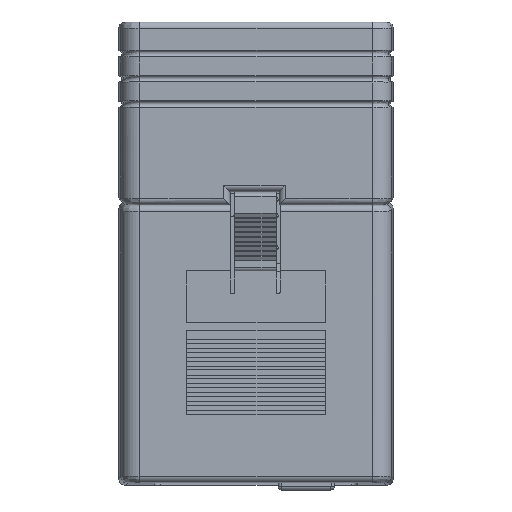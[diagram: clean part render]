
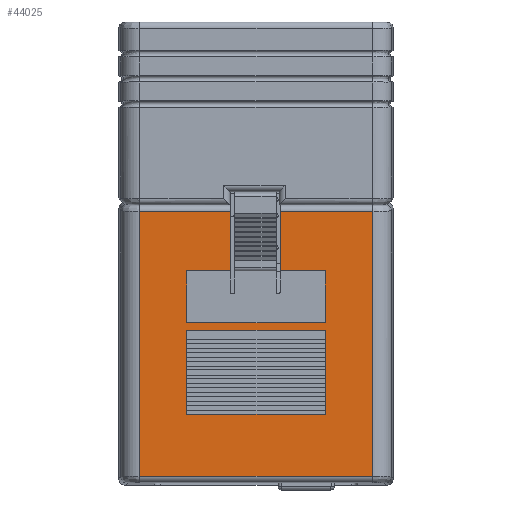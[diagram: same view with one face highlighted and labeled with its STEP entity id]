
A CAD part, top view. The second image highlights one B-rep face of the part: STEP entity #44025.
In plain terms, the highlighted face is planar.
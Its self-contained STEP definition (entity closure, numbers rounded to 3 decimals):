
#39948=DIRECTION('',(1.,0.,0.));
#39949=VECTOR('',#39948,22.);
#39950=CARTESIAN_POINT('',(10.705,24.505,-11.6));
#39951=LINE('',#39950,#39949);
#39952=DIRECTION('',(0.,-1.,0.));
#39953=VECTOR('',#39952,13.3);
#39954=CARTESIAN_POINT('',(32.705,24.505,-11.6));
#39955=LINE('',#39954,#39953);
#39956=DIRECTION('',(-1.,0.,0.));
#39957=VECTOR('',#39956,22.);
#39958=CARTESIAN_POINT('',(32.705,11.205,-11.6));
#39959=LINE('',#39958,#39957);
#39960=DIRECTION('',(0.,1.,0.));
#39961=VECTOR('',#39960,13.3);
#39962=CARTESIAN_POINT('',(10.705,11.205,-11.6));
#39963=LINE('',#39962,#39961);
#39964=DIRECTION('',(-1.,0.,
0.));
#39965=VECTOR('',#39964,14.408);
#39966=CARTESIAN_POINT('',(40.108,43.329,
-11.6));
#39967=LINE('',#39966,#39965);
#39968=DIRECTION('',(0.,-1.,0.));
#39969=VECTOR('',#39968,9.425);
#39970=CARTESIAN_POINT('',(25.7,43.329,-11.6));
#39971=LINE('',#39970,#39969);
#39972=DIRECTION('',(1.,0.,0.));
#39973=VECTOR('',#39972,7.005);
#39974=CARTESIAN_POINT('',(25.7,33.905,-11.6));
#39975=LINE('',#39974,#39973);
#39976=DIRECTION('',(0.,-1.,0.));
#39977=VECTOR('',#39976,8.2);
#39978=CARTESIAN_POINT('',(32.705,33.905,-11.6));
#39979=LINE('',#39978,#39977);
#39980=DIRECTION('',(-1.,0.,0.));
#39981=VECTOR('',#39980,22.);
#39982=CARTESIAN_POINT('',(32.705,25.705,-11.6));
#39983=LINE('',#39982,#39981);
#39984=DIRECTION('',(0.,1.,0.));
#39985=VECTOR('',#39984,8.2);
#39986=CARTESIAN_POINT('',(10.705,25.705,-11.6));
#39987=LINE('',#39986,#39985);
#39988=DIRECTION('',(1.,0.,0.));
#39989=VECTOR('',#39988,7.195);
#39990=CARTESIAN_POINT('',(10.705,33.905,-11.6));
#39991=LINE('',#39990,#39989);
#39992=DIRECTION('',(0.,-1.,0.));
#39993=VECTOR('',#39992,9.425);
#39994=CARTESIAN_POINT('',(17.9,43.329,-11.6));
#39995=LINE('',#39994,#39993);
#39996=DIRECTION('',(1.,0.,0.));
#39997=VECTOR('',#39996,14.598);
#39998=CARTESIAN_POINT('',(3.302,43.329,
-11.6));
#39999=LINE('',#39998,#39997);
#40000=DIRECTION('',(-1.,0.,0.));
#40001=VECTOR('',#40000,36.806);
#40002=CARTESIAN_POINT('',(40.108,1.371,
-11.6));
#40003=LINE('',#40002,#40001);
#41143=DIRECTION('',(0.,-1.,0.));
#41144=VECTOR('',#41143,41.958);
#41145=CARTESIAN_POINT('',(40.108,43.329,
-11.6));
#41146=LINE('',#41145,#41144);
#41248=CARTESIAN_POINT('',(3.302,1.371,
-11.6));
#41259=DIRECTION('',(0.,1.,0.));
#41260=VECTOR('',#41259,41.958);
#41261=CARTESIAN_POINT('',(3.302,1.371,
-11.6));
#41262=LINE('',#41261,#41260);
#42986=CARTESIAN_POINT('',(10.705,25.705,-11.6));
#42987=CARTESIAN_POINT('',(10.705,33.905,-11.6));
#42988=VERTEX_POINT('',#42986);
#42989=VERTEX_POINT('',#42987);
#42990=CARTESIAN_POINT('',(17.9,33.905,-11.6));
#42991=VERTEX_POINT('',#42990);
#42992=CARTESIAN_POINT('',(25.7,33.905,-11.6));
#42993=CARTESIAN_POINT('',(32.705,33.905,-11.6));
#42994=VERTEX_POINT('',#42992);
#42995=VERTEX_POINT('',#42993);
#42996=CARTESIAN_POINT('',(32.705,25.705,-11.6));
#42997=VERTEX_POINT('',#42996);
#43006=CARTESIAN_POINT('',(10.705,24.505,-11.6));
#43007=CARTESIAN_POINT('',(32.705,24.505,-11.6));
#43008=VERTEX_POINT('',#43006);
#43009=VERTEX_POINT('',#43007);
#43010=CARTESIAN_POINT('',(32.705,11.205,-11.6));
#43011=VERTEX_POINT('',#43010);
#43012=CARTESIAN_POINT('',(10.705,11.205,-11.6));
#43013=VERTEX_POINT('',#43012);
#43528=CARTESIAN_POINT('',(25.7,43.329,-11.6));
#43530=VERTEX_POINT('',#43528);
#43531=CARTESIAN_POINT('',(40.108,43.329,
-11.6));
#43532=VERTEX_POINT('',#43531);
#43535=CARTESIAN_POINT('',(17.9,43.329,-11.6));
#43537=VERTEX_POINT('',#43535);
#43541=CARTESIAN_POINT('',(3.302,43.329,
-11.6));
#43542=VERTEX_POINT('',#43541);
#43545=VERTEX_POINT('',#41248);
#43547=CARTESIAN_POINT('',(40.108,1.371,
-11.6));
#43548=VERTEX_POINT('',#43547);
#43986=CARTESIAN_POINT('',(0.,0.,-11.6));
#43987=DIRECTION('',(0.,0.,1.));
#43988=DIRECTION('',(1.,0.,0.));
#43989=AXIS2_PLACEMENT_3D('',#43986,#43987,#43988);
#43990=PLANE('',#43989);
#43991=ORIENTED_EDGE('',*,*,#43977,.T.);
#43992=ORIENTED_EDGE('',*,*,#43966,.T.);
#43994=ORIENTED_EDGE('',*,*,#43993,.T.);
#43996=ORIENTED_EDGE('',*,*,#43995,.T.);
#43998=ORIENTED_EDGE('',*,*,#43997,.T.);
#44000=ORIENTED_EDGE('',*,*,#43999,.T.);
#44002=ORIENTED_EDGE('',*,*,#44001,.T.);
#44004=ORIENTED_EDGE('',*,*,#44003,.F.);
#44006=ORIENTED_EDGE('',*,*,#44005,.F.);
#44008=ORIENTED_EDGE('',*,*,#44007,.F.);
#44010=ORIENTED_EDGE('',*,*,#44009,.F.);
#44012=ORIENTED_EDGE('',*,*,#44011,.F.);
#44013=EDGE_LOOP('',(#43991,#43992,#43994,#43996,#43998,#44000,#44002,#44004,
#44006,#44008,#44010,#44012));
#44014=FACE_OUTER_BOUND('',#44013,.F.);
#44016=ORIENTED_EDGE('',*,*,#44015,.T.);
#44018=ORIENTED_EDGE('',*,*,#44017,.T.);
#44020=ORIENTED_EDGE('',*,*,#44019,.T.);
#44022=ORIENTED_EDGE('',*,*,#44021,.T.);
#44023=EDGE_LOOP('',(#44016,#44018,#44020,#44022));
#44024=FACE_BOUND('',#44023,.F.);
#44025=ADVANCED_FACE('',(#44014,#44024),#43990,.F.);
#43966=EDGE_CURVE('',#43530,#42994,#39971,.T.);
#43977=EDGE_CURVE('',#43532,#43530,#39967,.T.);
#43993=EDGE_CURVE('',#42994,#42995,#39975,.T.);
#43995=EDGE_CURVE('',#42995,#42997,#39979,.T.);
#43997=EDGE_CURVE('',#42997,#42988,#39983,.T.);
#43999=EDGE_CURVE('',#42988,#42989,#39987,.T.);
#44001=EDGE_CURVE('',#42989,#42991,#39991,.T.);
#44003=EDGE_CURVE('',#43537,#42991,#39995,.T.);
#44005=EDGE_CURVE('',#43542,#43537,#39999,.T.);
#44007=EDGE_CURVE('',#43545,#43542,#41262,.T.);
#44009=EDGE_CURVE('',#43548,#43545,#40003,.T.);
#44011=EDGE_CURVE('',#43532,#43548,#41146,.T.);
#44015=EDGE_CURVE('',#43008,#43009,#39951,.T.);
#44017=EDGE_CURVE('',#43009,#43011,#39955,.T.);
#44019=EDGE_CURVE('',#43011,#43013,#39959,.T.);
#44021=EDGE_CURVE('',#43013,#43008,#39963,.T.);
